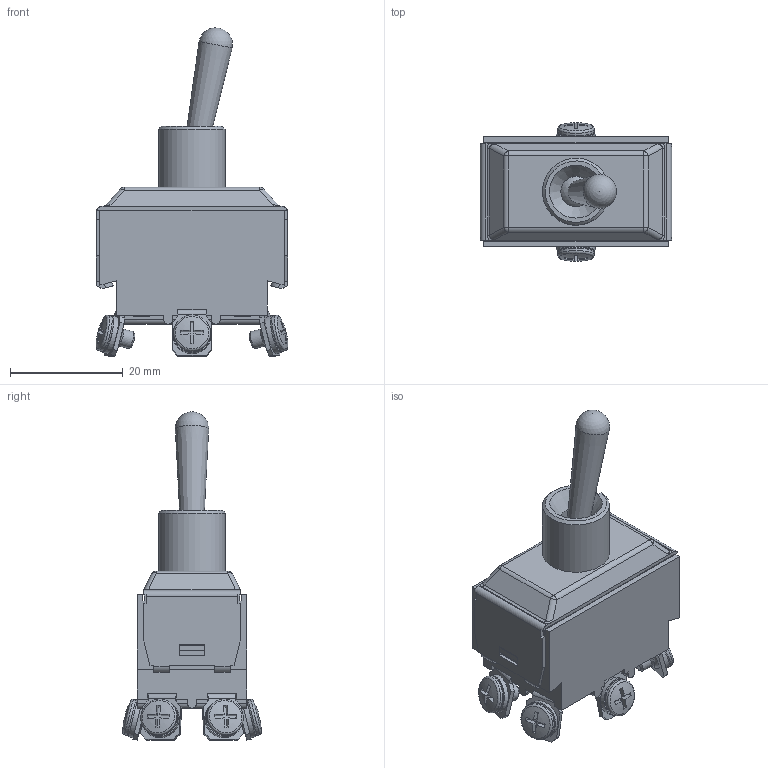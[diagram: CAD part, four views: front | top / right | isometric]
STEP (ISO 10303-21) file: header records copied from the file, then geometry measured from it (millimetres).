
FILE_DESCRIPTION(/* description */ (''),/* implementation_level */ '2;1');
FILE_NAME(/* name */ 'ST26_G_6_J_K_x00.stp',/* time_stamp */ '2020-12-18T13:36:43-06:00',/* author */ ('mroman'),/* organization */ (''),/* preprocessor_version */ 'ST-DEVELOPER v18',/* originating_system */ 'Autodesk Inventor 2020',/* authorisation */ '');
FILE_SCHEMA (('AUTOMOTIVE_DESIGN { 1 0 10303 214 3 1 1 }'));
Length unit declared in the file: millimetre
Products named in the file (1): ST26_G_6_J_K_x00
Bounding box: 34.04 x 24.61 x 58.3 mm (x, y, z)
Volume: 15668.3 mm3; surface area: 6478.9 mm2
Topology: 1 solids, 8 shells, 536 faces, 1491 edges, 979 vertices
Faces by surface type: plane 376, cylinder 74, torus 36, bspline 28, cone 15, sphere 7
Full cylindrical faces by diameter (mm): 2 x6, 3.1 x12, 5.4 x2, 6.529 x6, 6.733 x6
Entity records: 19941 total; most frequent: CARTESIAN_POINT 6165, ORIENTED_EDGE 2968, DIRECTION 2727, EDGE_CURVE 1484, VERTEX_POINT 979, LINE 951, VECTOR 951, AXIS2_PLACEMENT_3D 888
